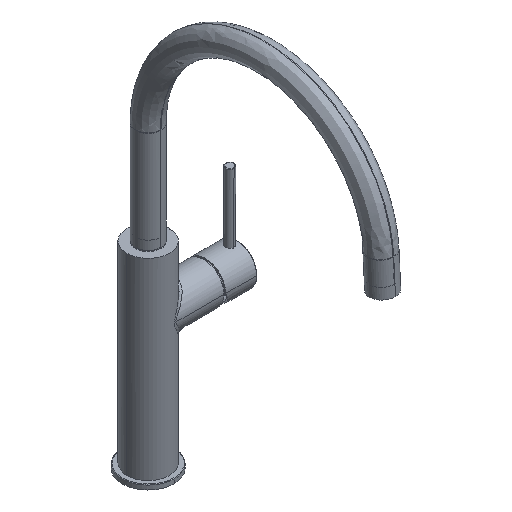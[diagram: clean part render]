
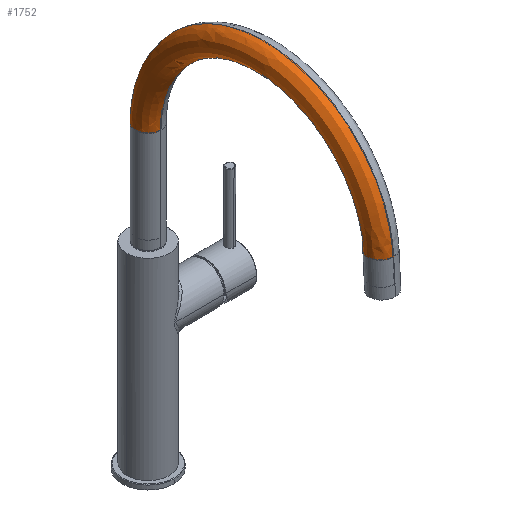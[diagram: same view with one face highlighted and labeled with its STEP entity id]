
A CAD part, isometric view. The second image highlights one B-rep face of the part: STEP entity #1752.
In plain terms, the highlighted free-form (B-spline) face has degree [2, 2] with [9, 9] control points.
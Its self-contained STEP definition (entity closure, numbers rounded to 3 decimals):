
#1752=ADVANCED_FACE('',(#4177),#35726,.T.);
#4177=FACE_OUTER_BOUND('',#6845,.T.);
#6845=EDGE_LOOP('',(#14032,#14033,#14034,#14035));
#14032=ORIENTED_EDGE('',*,*,#22639,.F.);
#14033=ORIENTED_EDGE('',*,*,#22641,.T.);
#14034=ORIENTED_EDGE('',*,*,#22640,.T.);
#14035=ORIENTED_EDGE('',*,*,#22642,.F.);
#22639=EDGE_CURVE('',#33199,#33200,#30240,.T.);
#22640=EDGE_CURVE('',#33201,#33202,#30241,.T.);
#22641=EDGE_CURVE('',#33199,#33201,#30242,.T.);
#22642=EDGE_CURVE('',#33200,#33202,#30243,.T.);
#30240=(
BOUNDED_CURVE()
B_SPLINE_CURVE(2,(#58390,#58391,#58392,#58393,#58394),.UNSPECIFIED.,.F.,
 .F.)
B_SPLINE_CURVE_WITH_KNOTS((3,2,3),(-37.699,-18.85,
0.),.UNSPECIFIED.)
CURVE()
GEOMETRIC_REPRESENTATION_ITEM()
RATIONAL_B_SPLINE_CURVE((1.,0.707,1.,0.707,1.))
REPRESENTATION_ITEM('')
);
#30241=(
BOUNDED_CURVE()
B_SPLINE_CURVE(2,(#58395,#58396,#58397,#58398,#58399),.UNSPECIFIED.,.F.,
 .F.)
B_SPLINE_CURVE_WITH_KNOTS((3,2,3),(-37.699,-18.85,
0.),.UNSPECIFIED.)
CURVE()
GEOMETRIC_REPRESENTATION_ITEM()
RATIONAL_B_SPLINE_CURVE((1.,0.707,1.,0.707,1.))
REPRESENTATION_ITEM('')
);
#30242=(
BOUNDED_CURVE()
B_SPLINE_CURVE(2,(#58400,#58401,#58402,#58403,#58404),.UNSPECIFIED.,.F.,
 .F.)
B_SPLINE_CURVE_WITH_KNOTS((3,2,3),(-300.429,-150.214,
0.),.UNSPECIFIED.)
CURVE()
GEOMETRIC_REPRESENTATION_ITEM()
RATIONAL_B_SPLINE_CURVE((1.,0.716,1.,0.716,1.))
REPRESENTATION_ITEM('')
);
#30243=(
BOUNDED_CURVE()
B_SPLINE_CURVE(2,(#58405,#58406,#58407,#58408,#58409),.UNSPECIFIED.,.F.,
 .F.)
B_SPLINE_CURVE_WITH_KNOTS((3,2,3),(343.22,511.97,680.72),
 .UNSPECIFIED.)
CURVE()
GEOMETRIC_REPRESENTATION_ITEM()
RATIONAL_B_SPLINE_CURVE((1.,0.716,1.,0.716,1.))
REPRESENTATION_ITEM('')
);
#33199=VERTEX_POINT('',#58339);
#33200=VERTEX_POINT('',#58340);
#33201=VERTEX_POINT('',#58341);
#33202=VERTEX_POINT('',#58342);
#35726=(
BOUNDED_SURFACE()
B_SPLINE_SURFACE(2,2,((#57724,#57725,#57726,#57727,#57728,#57729,#57730,
#57731,#57732),(#57733,#57734,#57735,#57736,#57737,#57738,#57739,#57740,
#57741),(#57742,#57743,#57744,#57745,#57746,#57747,#57748,#57749,#57750),
(#57751,#57752,#57753,#57754,#57755,#57756,#57757,#57758,#57759),(#57760,
#57761,#57762,#57763,#57764,#57765,#57766,#57767,#57768),(#57769,#57770,
#57771,#57772,#57773,#57774,#57775,#57776,#57777),(#57778,#57779,#57780,
#57781,#57782,#57783,#57784,#57785,#57786),(#57787,#57788,#57789,#57790,
#57791,#57792,#57793,#57794,#57795),(#57796,#57797,#57798,#57799,#57800,
#57801,#57802,#57803,#57804)),.UNSPECIFIED.,.T.,.F.,.F.)
B_SPLINE_SURFACE_WITH_KNOTS((3,2,2,2,3),(3,2,2,2,3),(0.,171.61,
343.22,514.83,686.44),(0.,18.85,
37.699,56.549,75.398),.UNSPECIFIED.)
GEOMETRIC_REPRESENTATION_ITEM()
RATIONAL_B_SPLINE_SURFACE(((1.,0.707,1.,0.707,1.,
0.707,1.,0.707,1.),(0.707,0.5,0.707,
0.5,0.707,0.5,0.707,0.5,0.707),(1.,
0.707,1.,0.707,1.,0.707,1.,0.707,
1.),(0.707,0.5,0.707,0.5,0.707,0.5,
0.707,0.5,0.707),(1.,0.707,1.,0.707,
1.,0.707,1.,0.707,1.),(0.707,0.5,0.707,
0.5,0.707,0.5,0.707,0.5,0.707),(1.,
0.707,1.,0.707,1.,0.707,1.,0.707,
1.),(0.707,0.5,0.707,0.5,0.707,0.5,
0.707,0.5,0.707),(1.,0.707,1.,0.707,
1.,0.707,1.,0.707,1.)))
REPRESENTATION_ITEM('')
SURFACE()
);
#57724=CARTESIAN_POINT('',(0.,-230.501,280.75));
#57725=CARTESIAN_POINT('',(12.,-230.501,280.75));
#57726=CARTESIAN_POINT('',(12.,-218.501,280.75));
#57727=CARTESIAN_POINT('',(12.,-206.501,280.75));
#57728=CARTESIAN_POINT('',(0.,-206.501,280.75));
#57729=CARTESIAN_POINT('',(-12.,-206.501,280.75));
#57730=CARTESIAN_POINT('',(-12.,-218.501,280.75));
#57731=CARTESIAN_POINT('',(-12.,-230.501,280.75));
#57732=CARTESIAN_POINT('',(0.,-230.501,280.75));
#57733=CARTESIAN_POINT('',(0.,-230.501,159.499));
#57734=CARTESIAN_POINT('',(12.,-230.501,159.499));
#57735=CARTESIAN_POINT('',(12.,-218.501,171.499));
#57736=CARTESIAN_POINT('',(12.,-206.501,183.499));
#57737=CARTESIAN_POINT('',(0.,-206.501,183.499));
#57738=CARTESIAN_POINT('',(-12.,-206.501,183.499));
#57739=CARTESIAN_POINT('',(-12.,-218.501,171.499));
#57740=CARTESIAN_POINT('',(-12.,-230.501,159.499));
#57741=CARTESIAN_POINT('',(0.,-230.501,159.499));
#57742=CARTESIAN_POINT('',(0.,-109.25,159.499));
#57743=CARTESIAN_POINT('',(12.,-109.25,159.499));
#57744=CARTESIAN_POINT('',(12.,-109.25,171.499));
#57745=CARTESIAN_POINT('',(12.,-109.25,183.499));
#57746=CARTESIAN_POINT('',(0.,-109.25,183.499));
#57747=CARTESIAN_POINT('',(-12.,-109.25,183.499));
#57748=CARTESIAN_POINT('',(-12.,-109.25,171.499));
#57749=CARTESIAN_POINT('',(-12.,-109.25,159.499));
#57750=CARTESIAN_POINT('',(0.,-109.25,159.499));
#57751=CARTESIAN_POINT('',(0.,12.,159.499));
#57752=CARTESIAN_POINT('',(12.,12.,159.499));
#57753=CARTESIAN_POINT('',(12.,0.,171.499));
#57754=CARTESIAN_POINT('',(12.,-12.,183.499));
#57755=CARTESIAN_POINT('',(0.,-12.,183.499));
#57756=CARTESIAN_POINT('',(-12.,-12.,183.499));
#57757=CARTESIAN_POINT('',(-12.,0.,171.499));
#57758=CARTESIAN_POINT('',(-12.,12.,159.499));
#57759=CARTESIAN_POINT('',(0.,12.,159.499));
#57760=CARTESIAN_POINT('',(0.,12.,280.75));
#57761=CARTESIAN_POINT('',(12.,12.,280.75));
#57762=CARTESIAN_POINT('',(12.,0.,280.75));
#57763=CARTESIAN_POINT('',(12.,-12.,280.75));
#57764=CARTESIAN_POINT('',(0.,-12.,280.75));
#57765=CARTESIAN_POINT('',(-12.,-12.,280.75));
#57766=CARTESIAN_POINT('',(-12.,0.,280.75));
#57767=CARTESIAN_POINT('',(-12.,12.,280.75));
#57768=CARTESIAN_POINT('',(0.,12.,280.75));
#57769=CARTESIAN_POINT('',(0.,12.,402.));
#57770=CARTESIAN_POINT('',(12.,12.,402.));
#57771=CARTESIAN_POINT('',(12.,0.,390.));
#57772=CARTESIAN_POINT('',(12.,-12.,378.));
#57773=CARTESIAN_POINT('',(0.,-12.,378.));
#57774=CARTESIAN_POINT('',(-12.,-12.,378.));
#57775=CARTESIAN_POINT('',(-12.,0.,390.));
#57776=CARTESIAN_POINT('',(-12.,12.,402.));
#57777=CARTESIAN_POINT('',(0.,12.,402.));
#57778=CARTESIAN_POINT('',(0.,-109.25,402.));
#57779=CARTESIAN_POINT('',(12.,-109.25,402.));
#57780=CARTESIAN_POINT('',(12.,-109.25,390.));
#57781=CARTESIAN_POINT('',(12.,-109.25,378.));
#57782=CARTESIAN_POINT('',(0.,-109.25,378.));
#57783=CARTESIAN_POINT('',(-12.,-109.25,378.));
#57784=CARTESIAN_POINT('',(-12.,-109.25,390.));
#57785=CARTESIAN_POINT('',(-12.,-109.25,402.));
#57786=CARTESIAN_POINT('',(0.,-109.25,402.));
#57787=CARTESIAN_POINT('',(0.,-230.501,402.));
#57788=CARTESIAN_POINT('',(12.,-230.501,402.));
#57789=CARTESIAN_POINT('',(12.,-218.501,390.));
#57790=CARTESIAN_POINT('',(12.,-206.501,378.));
#57791=CARTESIAN_POINT('',(0.,-206.501,378.));
#57792=CARTESIAN_POINT('',(-12.,-206.501,378.));
#57793=CARTESIAN_POINT('',(-12.,-218.501,390.));
#57794=CARTESIAN_POINT('',(-12.,-230.501,402.));
#57795=CARTESIAN_POINT('',(0.,-230.501,402.));
#57796=CARTESIAN_POINT('',(0.,-230.501,280.75));
#57797=CARTESIAN_POINT('',(12.,-230.501,280.75));
#57798=CARTESIAN_POINT('',(12.,-218.501,280.75));
#57799=CARTESIAN_POINT('',(12.,-206.501,280.75));
#57800=CARTESIAN_POINT('',(0.,-206.501,280.75));
#57801=CARTESIAN_POINT('',(-12.,-206.501,280.75));
#57802=CARTESIAN_POINT('',(-12.,-218.501,280.75));
#57803=CARTESIAN_POINT('',(-12.,-230.501,280.75));
#57804=CARTESIAN_POINT('',(0.,-230.501,280.75));
#58339=CARTESIAN_POINT('',(0.,-12.,280.75));
#58340=CARTESIAN_POINT('',(0.,12.,280.75));
#58341=CARTESIAN_POINT('',(0.,-206.367,285.839));
#58342=CARTESIAN_POINT('',(0.,-230.334,287.095));
#58390=CARTESIAN_POINT('',(0.,-12.,280.75));
#58391=CARTESIAN_POINT('',(-12.,-12.,280.75));
#58392=CARTESIAN_POINT('',(-12.,0.,280.75));
#58393=CARTESIAN_POINT('',(-12.,12.,280.75));
#58394=CARTESIAN_POINT('',(0.,12.,280.75));
#58395=CARTESIAN_POINT('',(0.,-206.367,285.839));
#58396=CARTESIAN_POINT('',(-12.,-206.367,285.839));
#58397=CARTESIAN_POINT('',(-12.,-218.351,286.467));
#58398=CARTESIAN_POINT('',(-12.,-230.334,287.095));
#58399=CARTESIAN_POINT('',(0.,-230.334,287.095));
#58400=CARTESIAN_POINT('',(0.,-12.,280.75));
#58401=CARTESIAN_POINT('',(0.,-12.,375.487));
#58402=CARTESIAN_POINT('',(0.,-106.705,377.967));
#58403=CARTESIAN_POINT('',(0.,-201.409,380.447));
#58404=CARTESIAN_POINT('',(0.,-206.367,285.839));
#58405=CARTESIAN_POINT('',(0.,12.,280.75));
#58406=CARTESIAN_POINT('',(0.,12.,398.867));
#58407=CARTESIAN_POINT('',(0.,-106.076,401.958));
#58408=CARTESIAN_POINT('',(0.,-224.153,405.05));
#58409=CARTESIAN_POINT('',(0.,-230.334,287.095));
